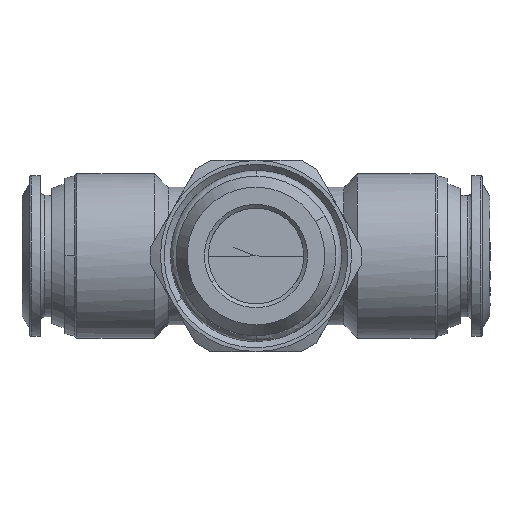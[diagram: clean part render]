
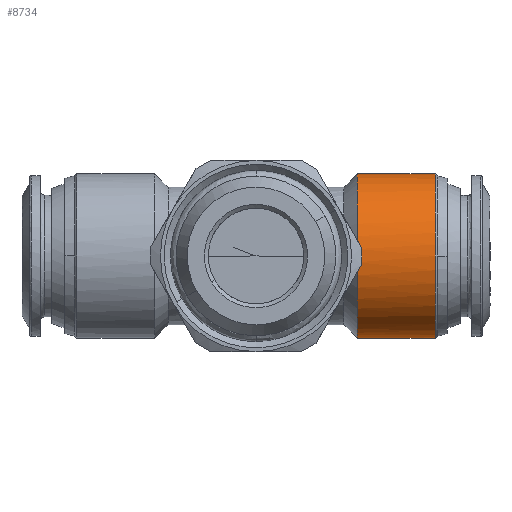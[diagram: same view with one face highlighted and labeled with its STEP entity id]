
A CAD part, front view. The second image highlights one B-rep face of the part: STEP entity #8734.
In plain terms, the highlighted free-form (B-spline) face has degree [1, 3] with [2, 4] control points.
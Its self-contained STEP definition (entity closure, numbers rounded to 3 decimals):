
#200 = CARTESIAN_POINT ( 'NONE',  ( 12.352, -12.05, 10.75 ) ) ;
#305 = VERTEX_POINT ( 'NONE', #10684 ) ;
#437 = CARTESIAN_POINT ( 'NONE',  ( 22.55, 9.45, -10.75 ) ) ;
#473 = CARTESIAN_POINT ( 'NONE',  ( 22.55, -1.3, 0. ) ) ;
#513 = CARTESIAN_POINT ( 'NONE',  ( 22.55, -1.3, 6.297 ) ) ;
#943 = ORIENTED_EDGE ( 'NONE', *, *, #5812, .T. ) ;
#1278 = CARTESIAN_POINT ( 'NONE',  ( 22.55, 3.152, 10.75 ) ) ;
#1729 = CARTESIAN_POINT ( 'NONE',  ( 22.55, -12.05, 10.75 ) ) ;
#2277 =( BOUNDED_SURFACE ( )  B_SPLINE_SURFACE ( 1, 3, ( 
 ( #2375, #8245, #1729, #2607 ),
 ( #4253, #4282, #200, #3536 ) ),
 .UNSPECIFIED., .F., .F., .F. ) 
 B_SPLINE_SURFACE_WITH_KNOTS ( ( 2, 2 ),
 ( 4, 4 ),
 ( 0., 1. ),
 ( 0., 1. ),
 .UNSPECIFIED. ) 
 GEOMETRIC_REPRESENTATION_ITEM ( )  RATIONAL_B_SPLINE_SURFACE ( (
 ( 1., 0.333, 0.333, 1.),
 ( 1., 0.333, 0.333, 1.) ) ) 
 REPRESENTATION_ITEM ( '' )  SURFACE ( )  );
#2375 = CARTESIAN_POINT ( 'NONE',  ( 22.55, 9.45, -10.75 ) ) ;
#2431 = B_SPLINE_CURVE_WITH_KNOTS ( 'NONE', 1,
 ( #3134, #8217 ),
 .UNSPECIFIED., .F., .F.,
 ( 2, 2 ),
 ( -1., 0. ),
 .UNSPECIFIED. ) ;
#2494 = ORIENTED_EDGE ( 'NONE', *, *, #7121, .F. ) ;
#2607 = CARTESIAN_POINT ( 'NONE',  ( 22.55, 9.45, 10.75 ) ) ;
#3134 = CARTESIAN_POINT ( 'NONE',  ( 22.55, 9.45, 10.75 ) ) ;
#3451 = CARTESIAN_POINT ( 'NONE',  ( 12.352, 9.45, -10.75 ) ) ;
#3536 = CARTESIAN_POINT ( 'NONE',  ( 12.352, 9.45, 10.75 ) ) ;
#3789 = ORIENTED_EDGE ( 'NONE', *, *, #8358, .T. ) ;
#3792 = EDGE_CURVE ( 'NONE', #7267, #5511, #5450, .T. ) ;
#3989 = CARTESIAN_POINT ( 'NONE',  ( 22.55, -1.3, 0. ) ) ;
#4253 = CARTESIAN_POINT ( 'NONE',  ( 12.352, 9.45, -10.75 ) ) ;
#4282 = CARTESIAN_POINT ( 'NONE',  ( 12.352, -12.05, -10.75 ) ) ;
#4326 = FACE_OUTER_BOUND ( 'NONE', #7928, .T. ) ;
#4754 = CARTESIAN_POINT ( 'NONE',  ( 22.55, 9.45, -10.75 ) ) ;
#4914 =( BOUNDED_CURVE ( )  B_SPLINE_CURVE ( 3, ( #8722, #6131, #7074, #7920 ),
 .UNSPECIFIED., .F., .T. ) 
 B_SPLINE_CURVE_WITH_KNOTS ( ( 4, 4 ),
 ( -3.142, 0. ),
 .UNSPECIFIED. ) 
 CURVE ( )  GEOMETRIC_REPRESENTATION_ITEM ( )  RATIONAL_B_SPLINE_CURVE ( ( 1., 0.333, 0.333, 1. ) ) 
 REPRESENTATION_ITEM ( '' )  );
#5450 =( BOUNDED_CURVE ( )  B_SPLINE_CURVE ( 3, ( #473, #6402, #10537, #437 ),
 .UNSPECIFIED., .F., .F. ) 
 B_SPLINE_CURVE_WITH_KNOTS ( ( 4, 4 ),
 ( -1.571, 0. ),
 .UNSPECIFIED. ) 
 CURVE ( )  GEOMETRIC_REPRESENTATION_ITEM ( )  RATIONAL_B_SPLINE_CURVE ( ( 1., 0.805, 0.805, 1. ) ) 
 REPRESENTATION_ITEM ( '' )  );
#5511 = VERTEX_POINT ( 'NONE', #4754 ) ;
#5812 = EDGE_CURVE ( 'NONE', #8658, #10368, #4914, .T. ) ;
#6131 = CARTESIAN_POINT ( 'NONE',  ( 12.352, -12.05, 10.75 ) ) ;
#6402 = CARTESIAN_POINT ( 'NONE',  ( 22.55, -1.3, -6.297 ) ) ;
#6590 =( BOUNDED_CURVE ( )  B_SPLINE_CURVE ( 3, ( #8054, #1278, #513, #7212 ),
 .UNSPECIFIED., .F., .F. ) 
 B_SPLINE_CURVE_WITH_KNOTS ( ( 4, 4 ),
 ( -1.571, 0. ),
 .UNSPECIFIED. ) 
 CURVE ( )  GEOMETRIC_REPRESENTATION_ITEM ( )  RATIONAL_B_SPLINE_CURVE ( ( 1., 0.805, 0.805, 1. ) ) 
 REPRESENTATION_ITEM ( '' )  );
#6914 = CARTESIAN_POINT ( 'NONE',  ( 12.352, 9.45, 10.75 ) ) ;
#6993 = CARTESIAN_POINT ( 'NONE',  ( 22.55, 9.45, -10.75 ) ) ;
#7074 = CARTESIAN_POINT ( 'NONE',  ( 12.352, -12.05, -10.75 ) ) ;
#7121 = EDGE_CURVE ( 'NONE', #305, #7267, #6590, .T. ) ;
#7212 = CARTESIAN_POINT ( 'NONE',  ( 22.55, -1.3, 0. ) ) ;
#7267 = VERTEX_POINT ( 'NONE', #3989 ) ;
#7920 = CARTESIAN_POINT ( 'NONE',  ( 12.352, 9.45, -10.75 ) ) ;
#7928 = EDGE_LOOP ( 'NONE', ( #9887, #2494, #9057, #943, #3789 ) ) ;
#7935 = CARTESIAN_POINT ( 'NONE',  ( 12.352, 9.45, -10.75 ) ) ;
#8054 = CARTESIAN_POINT ( 'NONE',  ( 22.55, 9.45, 10.75 ) ) ;
#8163 = B_SPLINE_CURVE_WITH_KNOTS ( 'NONE', 1,
 ( #7935, #6993 ),
 .UNSPECIFIED., .F., .F.,
 ( 2, 2 ),
 ( -1., 0. ),
 .UNSPECIFIED. ) ;
#8217 = CARTESIAN_POINT ( 'NONE',  ( 12.352, 9.45, 10.75 ) ) ;
#8245 = CARTESIAN_POINT ( 'NONE',  ( 22.55, -12.05, -10.75 ) ) ;
#8358 = EDGE_CURVE ( 'NONE', #10368, #5511, #8163, .T. ) ;
#8658 = VERTEX_POINT ( 'NONE', #6914 ) ;
#8722 = CARTESIAN_POINT ( 'NONE',  ( 12.352, 9.45, 10.75 ) ) ;
#8734 = ADVANCED_FACE ( 'NONE', ( #4326 ), #2277, .F. ) ;
#9057 = ORIENTED_EDGE ( 'NONE', *, *, #10594, .T. ) ;
#9887 = ORIENTED_EDGE ( 'NONE', *, *, #3792, .F. ) ;
#10368 = VERTEX_POINT ( 'NONE', #3451 ) ;
#10537 = CARTESIAN_POINT ( 'NONE',  ( 22.55, 3.152, -10.75 ) ) ;
#10594 = EDGE_CURVE ( 'NONE', #305, #8658, #2431, .T. ) ;
#10684 = CARTESIAN_POINT ( 'NONE',  ( 22.55, 9.45, 10.75 ) ) ;
